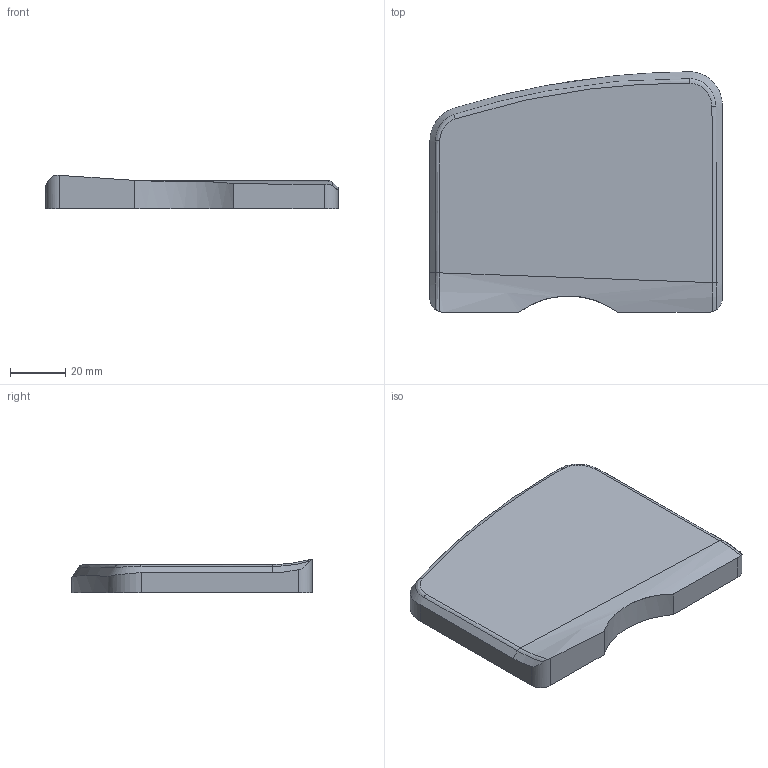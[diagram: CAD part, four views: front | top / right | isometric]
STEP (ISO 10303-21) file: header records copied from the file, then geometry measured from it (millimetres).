
FILE_DESCRIPTION(('FreeCAD Model'),'2;1');
FILE_NAME('left_collar_bottom_mold.step', '2017-03-15T14:41:46',('Author'),(''), 'Open CASCADE STEP processor 6.8','FreeCAD','Unknown');
FILE_SCHEMA(('AUTOMOTIVE_DESIGN_CC2 { 1 2 10303 214 -1 1 5 4 }'));
Length unit declared in the file: millimetre
Products named in the file (2): ASSEMBLY; collar_bottom_mold
Assembly tree (1 placements, depth 2):
  ASSEMBLY
    collar_bottom_mold
Bounding box: 106 x 87.2 x 12.21 mm (x, y, z)
Volume: 85288.1 mm3; surface area: 20258.7 mm2
Topology: 1 solids, 1 shells, 25 faces, 71 edges, 48 vertices
Faces by surface type: bspline 13, cylinder 6, plane 6
Entity records: 9998 total; most frequent: CARTESIAN_POINT 9436, ORIENTED_EDGE 142, EDGE_CURVE 71, DIRECTION 62, VERTEX_POINT 48, B_SPLINE_CURVE_WITH_KNOTS 47, ADVANCED_FACE 25, FACE_BOUND 25
